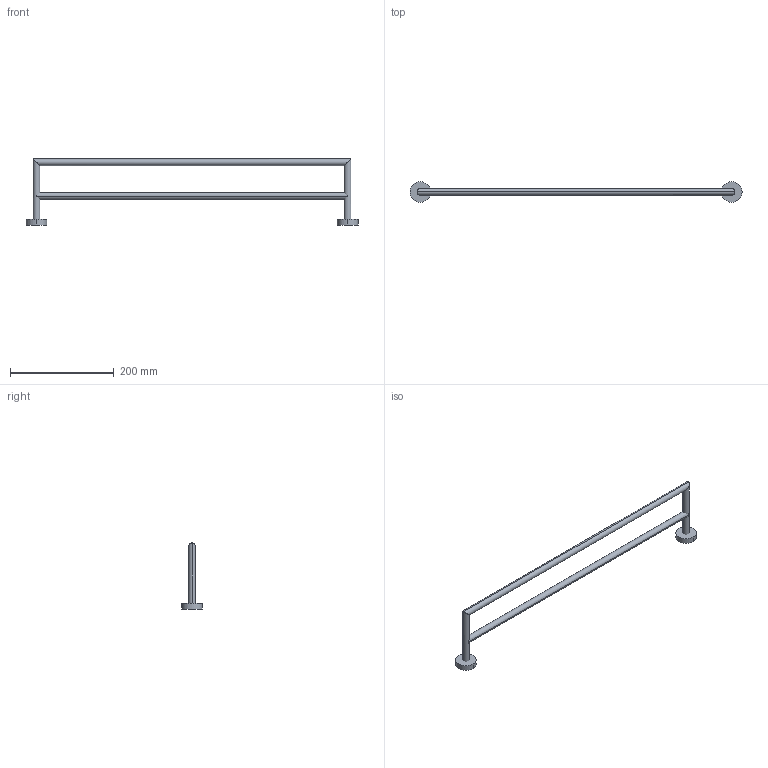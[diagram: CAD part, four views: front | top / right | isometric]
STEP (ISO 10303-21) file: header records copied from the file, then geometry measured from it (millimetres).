
FILE_DESCRIPTION (( 'STEP AP203' ), '1' );
FILE_NAME ('83061979-00.STEP', '2018-07-04T05:55:00', ( '' ), ( '' ), 'SwSTEP 2.0', 'SolidWorks 2017', '' );
FILE_SCHEMA (( 'CONFIG_CONTROL_DESIGN' ));
Length unit declared in the file: millimetre
Products named in the file (5): Planungsmodell_Rohr-+-08.17.20.630.90-01_ _K5_13x613_45_45; Planungsmodell_Rohr_gerade-+-28.568.780-10_ _K74_13x600; 83061979-00; Planungsmodell_Rohr_gerade-+-28.568.780-10_ _K73_40x11; Planungsmodell_Rohr-+-08.17.20.630.90-01_ _K4_13x127,5_45_90
Assembly tree (6 placements, depth 2):
  83061979-00
    Planungsmodell_Rohr_gerade-+-28.568.780-10_ _K73_40x11  x2
    Planungsmodell_Rohr-+-08.17.20.630.90-01_ _K4_13x127,5_45_90  x2
    Planungsmodell_Rohr-+-08.17.20.630.90-01_ _K5_13x613_45_45
    Planungsmodell_Rohr_gerade-+-28.568.780-10_ _K74_13x600
Bounding box: 640 x 40 x 127.5 mm (x, y, z)
Volume: 219051.3 mm3; surface area: 67965.3 mm2
Topology: 6 solids, 6 shells, 24 faces, 36 edges, 24 vertices
Faces by surface type: cylinder 12, plane 12
Entity records: 945 total; most frequent: CARTESIAN_POINT 83, DIRECTION 78, ORIENTED_EDGE 48, PERSON_AND_ORGANIZATION 46, COORDINATED_UNIVERSAL_TIME_OFFSET 37, LOCAL_TIME 37, CALENDAR_DATE 37, DATE_AND_TIME 37
